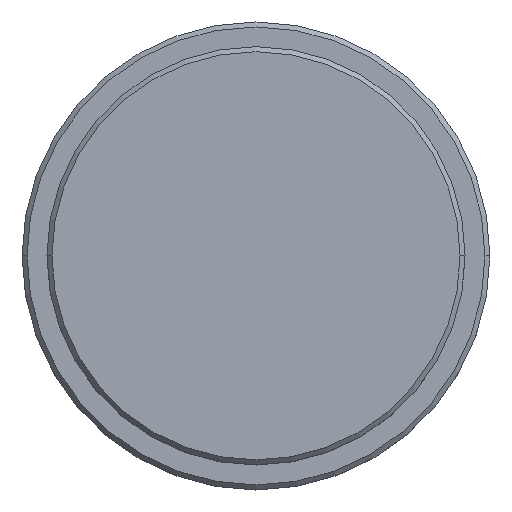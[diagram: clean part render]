
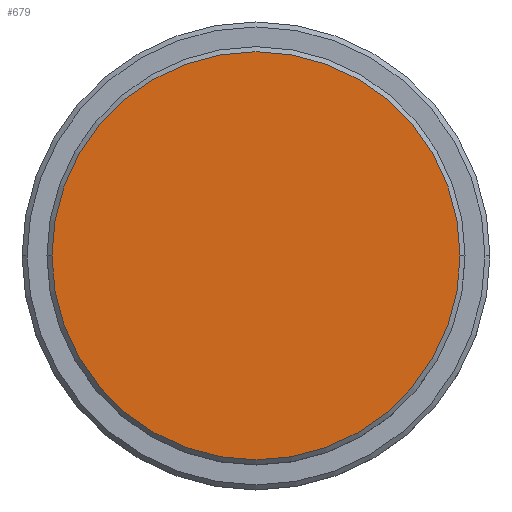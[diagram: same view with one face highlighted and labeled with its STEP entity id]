
A CAD part, top view. The second image highlights one B-rep face of the part: STEP entity #679.
In plain terms, the highlighted planar face has unit normal (0, 0, 1).
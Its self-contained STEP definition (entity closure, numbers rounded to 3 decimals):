
#85 = DIRECTION ( 'NONE',  ( 1., 0., 0. ) ) ;
#160 = DIRECTION ( 'NONE',  ( 1., 0., 0. ) ) ;
#162 = EDGE_LOOP ( 'NONE', ( #657, #236 ) ) ;
#190 = DIRECTION ( 'NONE',  ( 1., 0., 0. ) ) ;
#236 = ORIENTED_EDGE ( 'NONE', *, *, #802, .T. ) ;
#243 = AXIS2_PLACEMENT_3D ( 'NONE', #1254, #265, #160 ) ;
#265 = DIRECTION ( 'NONE',  ( 0., 0., 1. ) ) ;
#298 = DIRECTION ( 'NONE',  ( 0., 0., 1. ) ) ;
#312 = AXIS2_PLACEMENT_3D ( 'NONE', #850, #298, #190 ) ;
#319 = EDGE_CURVE ( 'NONE', #1341, #964, #424, .T. ) ;
#424 = CIRCLE ( 'NONE', #1413, 20.5 ) ;
#464 = CARTESIAN_POINT ( 'NONE',  ( -20.5, 0., 0. ) ) ;
#657 = ORIENTED_EDGE ( 'NONE', *, *, #319, .T. ) ;
#679 = ADVANCED_FACE ( 'NONE', ( #697 ), #1359, .T. ) ;
#697 = FACE_OUTER_BOUND ( 'NONE', #162, .T. ) ;
#802 = EDGE_CURVE ( 'NONE', #964, #1341, #843, .T. ) ;
#843 = CIRCLE ( 'NONE', #312, 20.5 ) ;
#850 = CARTESIAN_POINT ( 'NONE',  ( 0., 0., 0. ) ) ;
#964 = VERTEX_POINT ( 'NONE', #1207 ) ;
#1207 = CARTESIAN_POINT ( 'NONE',  ( 20.5, 0., 0. ) ) ;
#1254 = CARTESIAN_POINT ( 'NONE',  ( 0., 0., 0. ) ) ;
#1341 = VERTEX_POINT ( 'NONE', #464 ) ;
#1359 = PLANE ( 'NONE',  #243 ) ;
#1383 = DIRECTION ( 'NONE',  ( 0., 0., 1. ) ) ;
#1396 = CARTESIAN_POINT ( 'NONE',  ( 0., 0., 0. ) ) ;
#1413 = AXIS2_PLACEMENT_3D ( 'NONE', #1396, #1383, #85 ) ;
